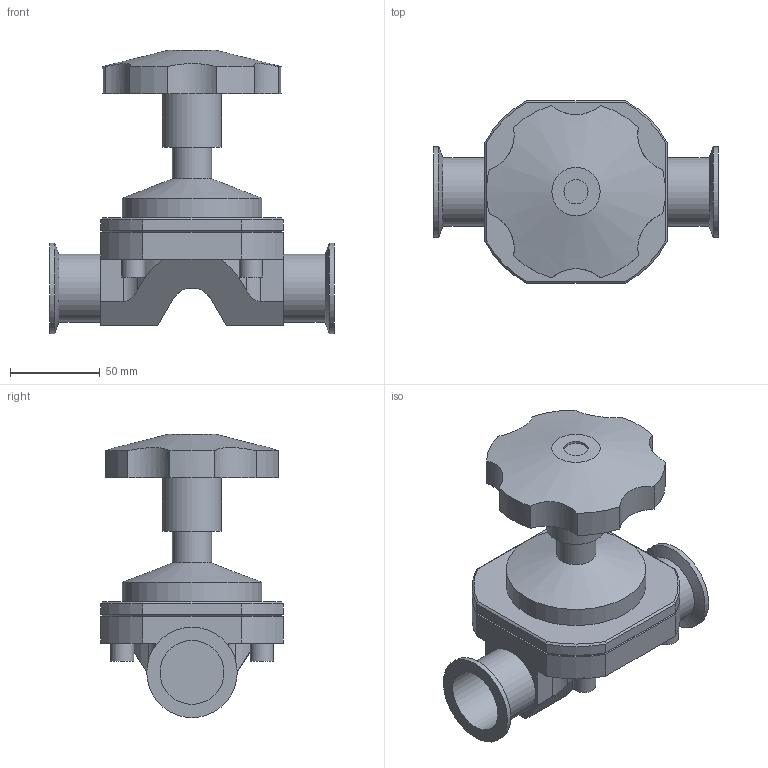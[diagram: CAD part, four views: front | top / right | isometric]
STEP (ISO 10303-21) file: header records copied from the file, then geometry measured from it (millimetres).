
FILE_DESCRIPTION(/* description */ (''),/* implementation_level */ '2;1');
FILE_NAME(/* name */ 'DHS2S_CXC_15.stp',/* time_stamp */ '2021-11-26T13:09:10+09:00',/* author */ ('m'),/* organization */ (''),/* preprocessor_version */ 'ST-DEVELOPER v18.1',/* originating_system */ 'Autodesk Inventor 2022',/* authorisation */ '');
FILE_SCHEMA (('AUTOMOTIVE_DESIGN { 1 0 10303 214 3 1 1 }'));
Length unit declared in the file: millimetre
Products named in the file (1): DHS2S_CXC_15
Bounding box: 159 x 102 x 158.15 mm (x, y, z)
Volume: 630759.6 mm3; surface area: 80147.3 mm2
Topology: 1 solids, 1 shells, 97 faces, 224 edges, 142 vertices
Faces by surface type: cylinder 43, plane 42, cone 12
Full cylindrical faces by diameter (mm): 13 x4, 13.5 x1, 22 x1, 33 x1, 35.7 x2, 38.1 x2, 50.5 x2, 78 x1
Entity records: 2877 total; most frequent: CARTESIAN_POINT 590, DIRECTION 488, ORIENTED_EDGE 448, EDGE_CURVE 224, AXIS2_PLACEMENT_3D 188, VERTEX_POINT 142, LINE 112, VECTOR 112
